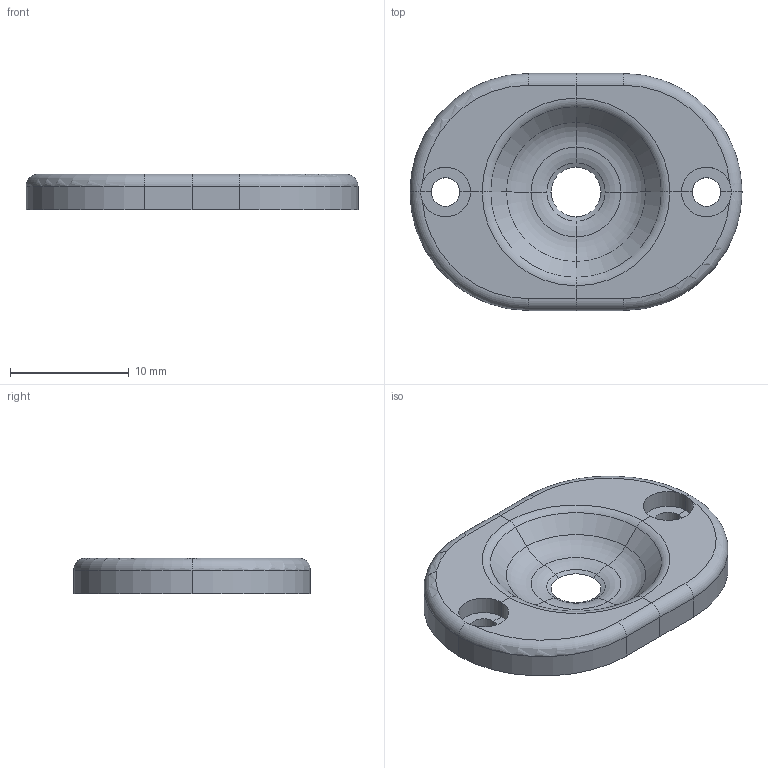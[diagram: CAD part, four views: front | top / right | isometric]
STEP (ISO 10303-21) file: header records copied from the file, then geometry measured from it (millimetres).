
FILE_DESCRIPTION(/* description */ (''),/* implementation_level */ '2;1');
FILE_NAME(/* name */ 'main_button_protector.step',/* time_stamp */ '2021-11-20T16:17:11+01:00',/* author */ (''),/* organization */ (''),/* preprocessor_version */ 'ST-DEVELOPER v18.1',/* originating_system */ 'Autodesk Translation Framework v10.10.0.1391',/* authorisation */ '');
FILE_SCHEMA (('AUTOMOTIVE_DESIGN { 1 0 10303 214 3 1 1 }'));
Length unit declared in the file: millimetre
Products named in the file (1): main_button_protector
Bounding box: 28 x 20 x 3 mm (x, y, z)
Volume: 1033.3 mm3; surface area: 1315 mm2
Topology: 4 solids, 4 shells, 68 faces, 176 edges, 116 vertices
Faces by surface type: plane 28, cylinder 16, torus 16, cone 8
Entity records: 2158 total; most frequent: DIRECTION 398, CARTESIAN_POINT 381, ORIENTED_EDGE 352, EDGE_CURVE 176, AXIS2_PLACEMENT_3D 157, VERTEX_POINT 116, CIRCLE 88, LINE 84
